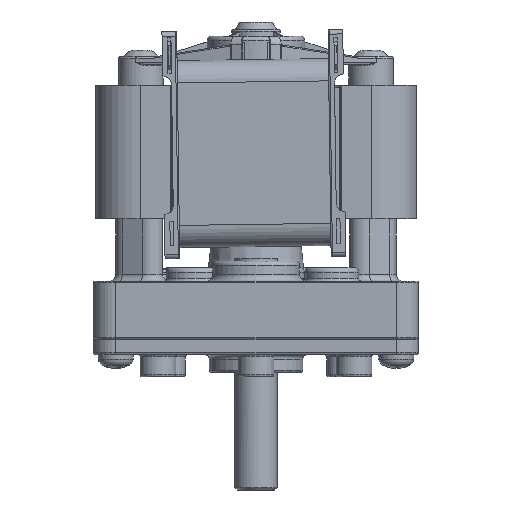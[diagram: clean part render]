
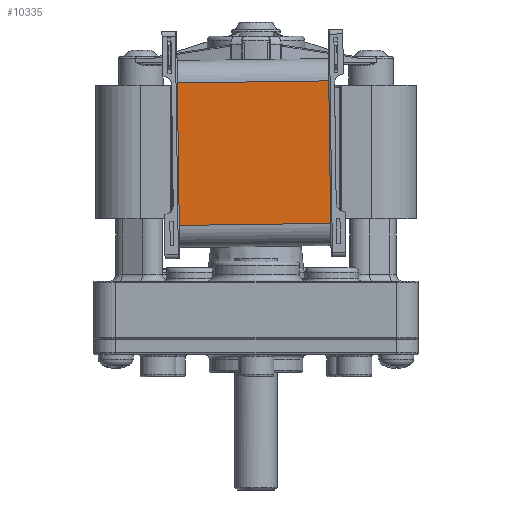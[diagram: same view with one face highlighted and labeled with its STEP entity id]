
A CAD part, front view. The second image highlights one B-rep face of the part: STEP entity #10335.
In plain terms, the highlighted planar face has unit normal (0, -1, 0).
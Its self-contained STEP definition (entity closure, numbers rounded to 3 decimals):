
#10087=CARTESIAN_POINT('',(-17.229,1.7,12.521));
#10088=VERTEX_POINT('',#10087);
#10104=CARTESIAN_POINT('',(16.768,1.7,12.982));
#10105=VERTEX_POINT('',#10104);
#10113=CARTESIAN_POINT('',(16.768,1.7,12.982));
#10114=DIRECTION('',(-1.,0.,-0.014));
#10115=VECTOR('',#10114,34.0);
#10116=LINE('',#10113,#10115);
#10117=EDGE_CURVE('',#10105,#10088,#10116,.T.);
#10286=CARTESIAN_POINT('',(-17.664,1.7,44.518));
#10287=VERTEX_POINT('',#10286);
#10295=CARTESIAN_POINT('',(16.333,1.7,44.979));
#10296=VERTEX_POINT('',#10295);
#10297=CARTESIAN_POINT('',(16.333,1.7,44.979));
#10298=DIRECTION('',(-1.,0.,-0.014));
#10299=VECTOR('',#10298,34.0);
#10300=LINE('',#10297,#10299);
#10301=EDGE_CURVE('',#10296,#10287,#10300,.T.);
#10314=CARTESIAN_POINT('',(16.333,1.7,44.979));
#10315=DIRECTION('',(0.0,-1.0,0.0));
#10316=DIRECTION('',(-1.,0.0,-0.014));
#10317=AXIS2_PLACEMENT_3D('',#10314,#10315,#10316);
#10318=PLANE('',#10317);
#10319=CARTESIAN_POINT('',(-17.229,1.7,12.521));
#10320=DIRECTION('',(-0.014,0.,1.));
#10321=VECTOR('',#10320,32.);
#10322=LINE('',#10319,#10321);
#10323=EDGE_CURVE('',#10088,#10287,#10322,.T.);
#10324=ORIENTED_EDGE('',*,*,#10323,.F.);
#10325=ORIENTED_EDGE('',*,*,#10117,.F.);
#10326=CARTESIAN_POINT('',(16.333,1.7,44.979));
#10327=DIRECTION('',(0.014,0.,-1.));
#10328=VECTOR('',#10327,32.);
#10329=LINE('',#10326,#10328);
#10330=EDGE_CURVE('',#10296,#10105,#10329,.T.);
#10331=ORIENTED_EDGE('',*,*,#10330,.F.);
#10332=ORIENTED_EDGE('',*,*,#10301,.T.);
#10333=EDGE_LOOP('',(#10324,#10325,#10331,#10332));
#10334=FACE_OUTER_BOUND('',#10333,.T.);
#10335=ADVANCED_FACE('',(#10334),#10318,.T.);
